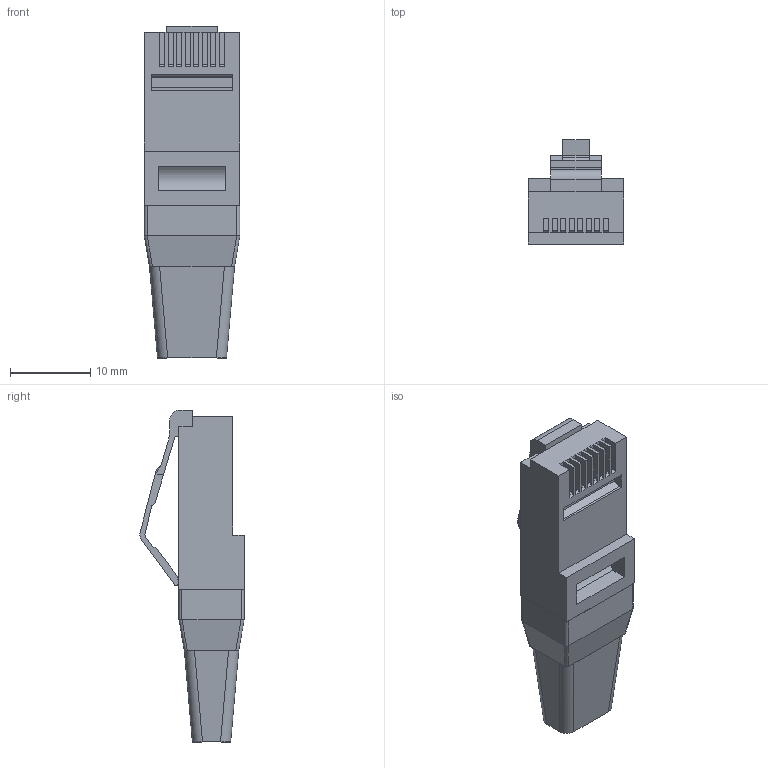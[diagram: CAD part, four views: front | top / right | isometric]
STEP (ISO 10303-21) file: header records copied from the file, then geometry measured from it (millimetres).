
FILE_DESCRIPTION (( 'STEP AP214' ), '1' );
FILE_NAME ('Ethernet Male.STEP', '2020-01-21T00:24:14', ( '' ), ( '' ), 'SwSTEP 2.0', 'SolidWorks 2018', '' );
FILE_SCHEMA (( 'AUTOMOTIVE_DESIGN' ));
Length unit declared in the file: inch
Products named in the file (1): Ethernet Male
Bounding box: 11.94 x 13 x 41.4 mm (x, y, z)
Volume: 3119.6 mm3; surface area: 2342.3 mm2
Topology: 3 solids, 3 shells, 127 faces, 353 edges, 234 vertices
Faces by surface type: plane 102, cylinder 23, bspline 2
Entity records: 4275 total; most frequent: CARTESIAN_POINT 805, ORIENTED_EDGE 706, DIRECTION 603, EDGE_CURVE 353, LINE 299, VECTOR 299, VERTEX_POINT 234, AXIS2_PLACEMENT_3D 152
